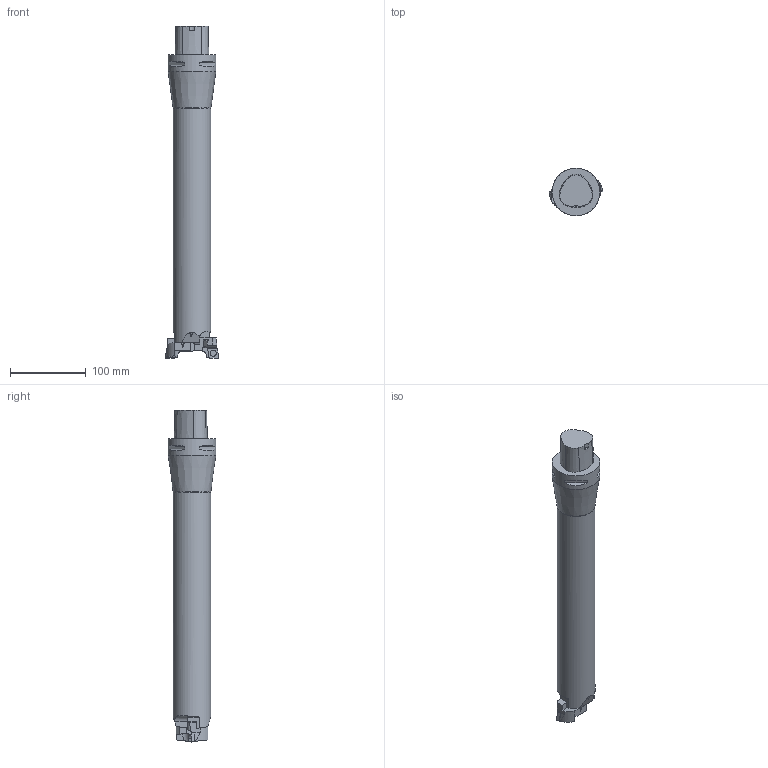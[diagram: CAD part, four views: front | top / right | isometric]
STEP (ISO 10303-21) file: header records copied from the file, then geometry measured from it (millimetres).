
FILE_DESCRIPTION(/* description */ (''),/* implementation_level */ '2;1');
FILE_NAME(/* name */ '1566891717982.stp',/* time_stamp */ '2019-08-27T09:42:05+02:00',/* author */ (''),/* organization */ ('SMS'),/* preprocessor_version */ 'ST-DEVELOPER v16.7',/* originating_system */ 'SIEMENS PLM Software NX 12.0',/* authorisation */ '');
FILE_SCHEMA (('AUTOMOTIVE_DESIGN { 1 0 10303 214 3 1 1 1 }'));
Length unit declared in the file: millimetre
Products named in the file (10): ASSEMBLY_CONSTRUCTION; 201027723mod000_00; IsoTurningInsert; 201027532mod000_00; 201109117mod000_00; 201027752mod000_01; 201027574mod000_01; 201109124mod000_01
Assembly tree (10 placements, depth 3):
  201109124mod000_01
    201027574mod000_01
      201027532mod000_00
      IsoTurningInsert
      ASSEMBLY_CONSTRUCTION
    201027752mod000_01
      201027723mod000_00
      IsoTurningInsert
      ASSEMBLY_CONSTRUCTION
    201109117mod000_00
    ASSEMBLY_CONSTRUCTION
Bounding box: 70.97 x 63 x 438 mm (x, y, z)
Volume: 862637.4 mm3; surface area: 81124.6 mm2
Topology: 5 solids, 5 shells, 203 faces, 522 edges, 364 vertices
Faces by surface type: plane 138, cylinder 21, cone 19, extrusion 16, torus 9
Full cylindrical faces by diameter (mm): 5.5 x4, 50 x1, 63 x1
Entity records: 7138 total; most frequent: CARTESIAN_POINT 1806, ORIENTED_EDGE 922, DIRECTION 884, EDGE_CURVE 461, VERTEX_POINT 313, VECTOR 296, AXIS2_PLACEMENT_3D 294, LINE 280
